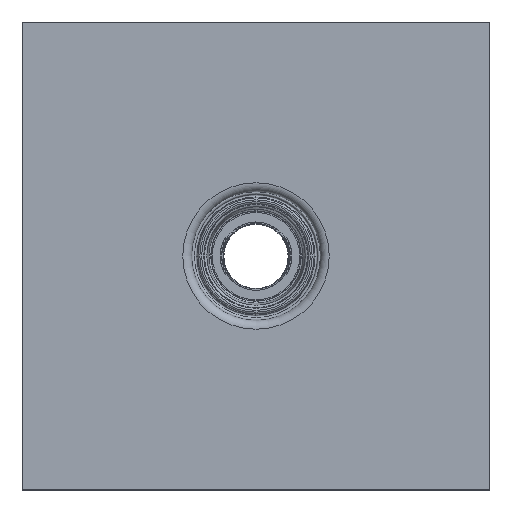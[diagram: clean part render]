
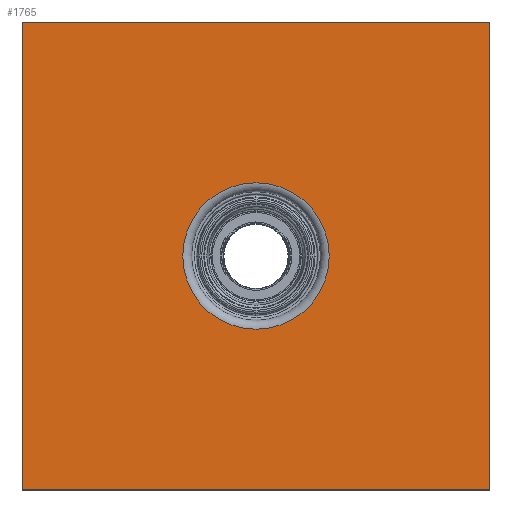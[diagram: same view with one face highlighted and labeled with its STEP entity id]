
A CAD part, top view. The second image highlights one B-rep face of the part: STEP entity #1765.
In plain terms, the highlighted planar face has unit normal (0, 0, 1).
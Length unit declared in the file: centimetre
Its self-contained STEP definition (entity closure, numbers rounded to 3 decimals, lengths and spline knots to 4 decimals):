
#172=FACE_BOUND('',#362,.T.);
#227=FACE_OUTER_BOUND('',#361,.T.);
#361=EDGE_LOOP('',(#1295,#1296,#1297,#1298));
#362=EDGE_LOOP('',(#1299));
#509=CIRCLE('',#2128,78.2516);
#657=VERTEX_POINT('',#3174);
#659=VERTEX_POINT('',#3178);
#660=VERTEX_POINT('',#3182);
#662=VERTEX_POINT('',#3185);
#681=VERTEX_POINT('',#3253);
#869=EDGE_CURVE('',#657,#659,#1873,.T.);
#871=EDGE_CURVE('',#662,#660,#1875,.T.);
#874=EDGE_CURVE('',#659,#662,#1878,.T.);
#877=EDGE_CURVE('',#657,#660,#1881,.T.);
#905=EDGE_CURVE('',#681,#681,#509,.T.);
#1295=ORIENTED_EDGE('',*,*,#877,.F.);
#1296=ORIENTED_EDGE('',*,*,#869,.T.);
#1297=ORIENTED_EDGE('',*,*,#874,.T.);
#1298=ORIENTED_EDGE('',*,*,#871,.T.);
#1299=ORIENTED_EDGE('',*,*,#905,.T.);
#1698=PLANE('',#2131);
#1765=ADVANCED_FACE('',(#227,#172),#1698,.T.);
#1873=LINE('',#3180,#1951);
#1875=LINE('',#3186,#1953);
#1878=LINE('',#3191,#1956);
#1881=LINE('',#3195,#1959);
#1951=VECTOR('',#2505,1.);
#1953=VECTOR('',#2509,1.);
#1956=VECTOR('',#2514,1.);
#1959=VECTOR('',#2519,1.);
#2128=AXIS2_PLACEMENT_3D('',#3254,#2593,#2594);
#2131=AXIS2_PLACEMENT_3D('',#3257,#2599,#2600);
#2505=DIRECTION('',(1.,0.,0.));
#2509=DIRECTION('',(-1.,0.,0.));
#2514=DIRECTION('',(0.,1.,0.));
#2519=DIRECTION('',(0.,1.,0.));
#2593=DIRECTION('center_axis',(0.,0.,-1.));
#2594=DIRECTION('ref_axis',(1.,0.,0.));
#2599=DIRECTION('center_axis',(0.,0.,1.));
#2600=DIRECTION('ref_axis',(0.,1.,0.));
#3174=CARTESIAN_POINT('',(-250.,-250.,251.5));
#3178=CARTESIAN_POINT('',(250.,-250.,251.5));
#3180=CARTESIAN_POINT('',(0.,-250.,251.5));
#3182=CARTESIAN_POINT('',(-250.,250.,251.5));
#3185=CARTESIAN_POINT('',(250.,250.,251.5));
#3186=CARTESIAN_POINT('',(0.,250.,251.5));
#3191=CARTESIAN_POINT('',(250.,0.,251.5));
#3195=CARTESIAN_POINT('',(-250.,0.,251.5));
#3253=CARTESIAN_POINT('',(0.,-78.2516,251.5));
#3254=CARTESIAN_POINT('Origin',(0.,0.,251.5));
#3257=CARTESIAN_POINT('Origin',(0.,0.,251.5));
